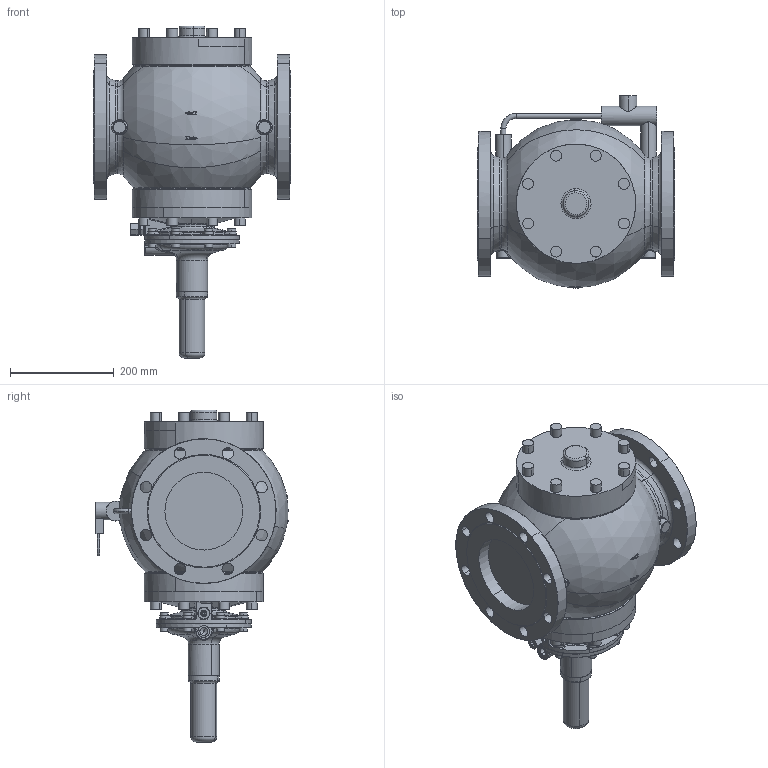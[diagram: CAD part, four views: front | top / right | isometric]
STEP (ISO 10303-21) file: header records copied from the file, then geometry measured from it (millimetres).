
FILE_DESCRIPTION(('CATIA V5 STEP Exchange','CAx-IF Rec.Pracs.--- Model Styling and Organization---1.4--- 2014-01-23','CAx-IF Rec.Pracs.---3D Tessellated Data Validation Properties---0.5---2014-09-14'),'2;1');
FILE_NAME('S100 DN150 ANSI.stp','2023-04-25T12:00:19+00:00',('none'),('none'),'CATIA Version 5-6 Release 2018 SP2','CATIA V5 STEP AP242','none');
FILE_SCHEMA(('AP242_MANAGED_MODEL_BASED_3D_ENGINEERING_MIM_LF {1 0 10303 442 1 1 4}'));
Length unit declared in the file: millimetre
Products named in the file (3): Product2; S 100 DN 150; 723351-G-ANSI
Assembly tree (2 placements, depth 2):
  Product2
    S 100 DN 150
    723351-G-ANSI
Bounding box: 380 x 370.5 x 640 mm (x, y, z)
Volume: 25542227.9 mm3; surface area: 904772.7 mm2
Topology: 3 solids, 38 shells, 1504 faces, 3559 edges, 2004 vertices
Faces by surface type: cylinder 471, torus 344, plane 236, bspline 168, cone 149, sphere 136
Entity records: 53460 total; most frequent: CARTESIAN_POINT 25419, ORIENTED_EDGE 6766, DIRECTION 3721, EDGE_CURVE 3383, AXIS2_PLACEMENT_3D 2251, VERTEX_POINT 2004, EDGE_LOOP 1627, CIRCLE 1557
